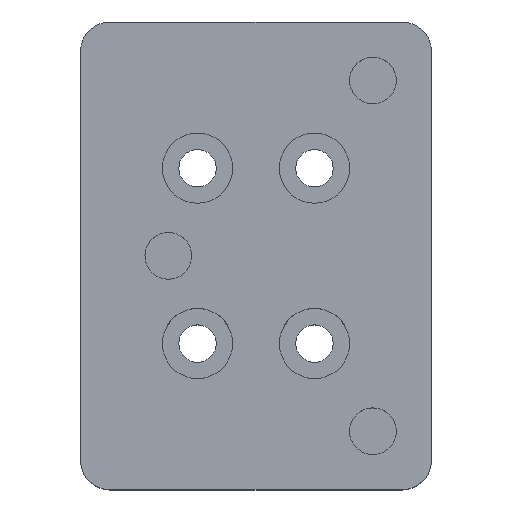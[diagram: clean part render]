
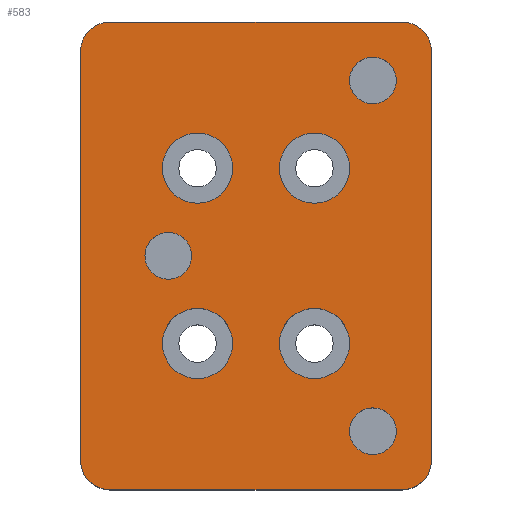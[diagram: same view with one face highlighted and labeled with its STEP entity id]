
A CAD part, top view. The second image highlights one B-rep face of the part: STEP entity #583.
In plain terms, the highlighted planar face has unit normal (0, 0, 1).
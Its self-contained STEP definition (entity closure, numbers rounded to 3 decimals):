
#25=FACE_BOUND('',#131,.T.);
#26=FACE_BOUND('',#132,.T.);
#27=FACE_BOUND('',#133,.T.);
#28=FACE_BOUND('',#134,.T.);
#29=FACE_BOUND('',#135,.T.);
#30=FACE_BOUND('',#136,.T.);
#31=FACE_BOUND('',#137,.T.);
#84=FACE_OUTER_BOUND('',#130,.T.);
#130=EDGE_LOOP('',(#514,#515,#516,#517,#518,#519,#520,#521));
#131=EDGE_LOOP('',(#522));
#132=EDGE_LOOP('',(#523));
#133=EDGE_LOOP('',(#524));
#134=EDGE_LOOP('',(#525));
#135=EDGE_LOOP('',(#526));
#136=EDGE_LOOP('',(#527));
#137=EDGE_LOOP('',(#528));
#146=LINE('',#875,#187);
#156=LINE('',#911,#197);
#162=LINE('',#925,#203);
#166=LINE('',#943,#207);
#187=VECTOR('',#688,10.);
#197=VECTOR('',#728,10.);
#203=VECTOR('',#740,10.);
#207=VECTOR('',#760,10.);
#222=CIRCLE('',#604,2.5);
#223=CIRCLE('',#606,2.);
#225=CIRCLE('',#610,2.);
#227=CIRCLE('',#614,2.);
#229=CIRCLE('',#619,2.5);
#230=CIRCLE('',#622,2.5);
#235=CIRCLE('',#630,2.5);
#240=CIRCLE('',#641,3.);
#244=CIRCLE('',#648,3.);
#248=CIRCLE('',#655,3.);
#252=CIRCLE('',#662,3.);
#262=VERTEX_POINT('',#872);
#263=VERTEX_POINT('',#874);
#267=VERTEX_POINT('',#884);
#268=VERTEX_POINT('',#888);
#270=VERTEX_POINT('',#895);
#272=VERTEX_POINT('',#902);
#274=VERTEX_POINT('',#909);
#275=VERTEX_POINT('',#913);
#279=VERTEX_POINT('',#923);
#280=VERTEX_POINT('',#927);
#285=VERTEX_POINT('',#942);
#290=VERTEX_POINT('',#963);
#294=VERTEX_POINT('',#976);
#298=VERTEX_POINT('',#989);
#302=VERTEX_POINT('',#1002);
#314=EDGE_CURVE('',#263,#262,#146,.T.);
#320=EDGE_CURVE('',#267,#262,#222,.T.);
#321=EDGE_CURVE('',#268,#268,#223,.T.);
#324=EDGE_CURVE('',#270,#270,#225,.T.);
#327=EDGE_CURVE('',#272,#272,#227,.T.);
#331=EDGE_CURVE('',#267,#274,#156,.T.);
#333=EDGE_CURVE('',#275,#274,#229,.T.);
#338=EDGE_CURVE('',#275,#279,#162,.T.);
#339=EDGE_CURVE('',#263,#280,#230,.T.);
#347=EDGE_CURVE('',#285,#280,#166,.T.);
#349=EDGE_CURVE('',#285,#279,#235,.T.);
#356=EDGE_CURVE('',#290,#290,#240,.T.);
#362=EDGE_CURVE('',#294,#294,#244,.T.);
#368=EDGE_CURVE('',#298,#298,#248,.T.);
#374=EDGE_CURVE('',#302,#302,#252,.T.);
#514=ORIENTED_EDGE('',*,*,#320,.F.);
#515=ORIENTED_EDGE('',*,*,#331,.T.);
#516=ORIENTED_EDGE('',*,*,#333,.F.);
#517=ORIENTED_EDGE('',*,*,#338,.T.);
#518=ORIENTED_EDGE('',*,*,#349,.F.);
#519=ORIENTED_EDGE('',*,*,#347,.T.);
#520=ORIENTED_EDGE('',*,*,#339,.F.);
#521=ORIENTED_EDGE('',*,*,#314,.T.);
#522=ORIENTED_EDGE('',*,*,#321,.T.);
#523=ORIENTED_EDGE('',*,*,#324,.T.);
#524=ORIENTED_EDGE('',*,*,#327,.T.);
#525=ORIENTED_EDGE('',*,*,#356,.T.);
#526=ORIENTED_EDGE('',*,*,#362,.T.);
#527=ORIENTED_EDGE('',*,*,#368,.T.);
#528=ORIENTED_EDGE('',*,*,#374,.T.);
#547=PLANE('',#667);
#583=ADVANCED_FACE('',(#84,#25,#26,#27,#28,#29,#30,#31),#547,.T.);
#604=AXIS2_PLACEMENT_3D('',#886,#696,#697);
#606=AXIS2_PLACEMENT_3D('',#889,#700,#701);
#610=AXIS2_PLACEMENT_3D('',#896,#709,#710);
#614=AXIS2_PLACEMENT_3D('',#903,#718,#719);
#619=AXIS2_PLACEMENT_3D('',#915,#732,#733);
#622=AXIS2_PLACEMENT_3D('',#928,#743,#744);
#630=AXIS2_PLACEMENT_3D('',#946,#764,#765);
#641=AXIS2_PLACEMENT_3D('',#964,#788,#789);
#648=AXIS2_PLACEMENT_3D('',#977,#804,#805);
#655=AXIS2_PLACEMENT_3D('',#990,#820,#821);
#662=AXIS2_PLACEMENT_3D('',#1003,#836,#837);
#667=AXIS2_PLACEMENT_3D('',#1012,#849,#850);
#688=DIRECTION('',(0.,1.,0.));
#696=DIRECTION('center_axis',(0.,0.,-1.));
#697=DIRECTION('ref_axis',(0.707,0.707,0.));
#700=DIRECTION('center_axis',(0.,0.,-1.));
#701=DIRECTION('ref_axis',(1.,0.,0.));
#709=DIRECTION('center_axis',(0.,0.,-1.));
#710=DIRECTION('ref_axis',(1.,0.,0.));
#718=DIRECTION('center_axis',(0.,0.,-1.));
#719=DIRECTION('ref_axis',(1.,0.,0.));
#728=DIRECTION('',(-1.,0.,0.));
#732=DIRECTION('center_axis',(0.,0.,-1.));
#733=DIRECTION('ref_axis',(-0.707,0.707,0.));
#740=DIRECTION('',(0.,-1.,0.));
#743=DIRECTION('center_axis',(0.,0.,-1.));
#744=DIRECTION('ref_axis',(0.707,-0.707,0.));
#760=DIRECTION('',(1.,0.,0.));
#764=DIRECTION('center_axis',(0.,0.,-1.));
#765=DIRECTION('ref_axis',(-0.707,-0.707,0.));
#788=DIRECTION('center_axis',(0.,0.,-1.));
#789=DIRECTION('ref_axis',(1.,0.,0.));
#804=DIRECTION('center_axis',(0.,0.,-1.));
#805=DIRECTION('ref_axis',(1.,0.,0.));
#820=DIRECTION('center_axis',(0.,0.,-1.));
#821=DIRECTION('ref_axis',(1.,0.,0.));
#836=DIRECTION('center_axis',(0.,0.,-1.));
#837=DIRECTION('ref_axis',(1.,0.,0.));
#849=DIRECTION('center_axis',(0.,0.,1.));
#850=DIRECTION('ref_axis',(1.,0.,0.));
#872=CARTESIAN_POINT('',(15.,17.5,5.));
#874=CARTESIAN_POINT('',(15.,-17.5,5.));
#875=CARTESIAN_POINT('',(15.,20.,5.));
#884=CARTESIAN_POINT('',(12.5,20.,5.));
#886=CARTESIAN_POINT('Origin',(12.5,17.5,5.));
#888=CARTESIAN_POINT('',(8.,15.,5.));
#889=CARTESIAN_POINT('Origin',(10.,15.,5.));
#895=CARTESIAN_POINT('',(8.,-15.,5.));
#896=CARTESIAN_POINT('Origin',(10.,-15.,5.));
#902=CARTESIAN_POINT('',(-9.5,0.,5.));
#903=CARTESIAN_POINT('Origin',(-7.5,0.,5.));
#909=CARTESIAN_POINT('',(-12.5,20.,5.));
#911=CARTESIAN_POINT('',(-15.,20.,5.));
#913=CARTESIAN_POINT('',(-15.,17.5,5.));
#915=CARTESIAN_POINT('Origin',(-12.5,17.5,5.));
#923=CARTESIAN_POINT('',(-15.,-17.5,5.));
#925=CARTESIAN_POINT('',(-15.,-20.,5.));
#927=CARTESIAN_POINT('',(12.5,-20.,5.));
#928=CARTESIAN_POINT('Origin',(12.5,-17.5,5.));
#942=CARTESIAN_POINT('',(-12.5,-20.,5.));
#943=CARTESIAN_POINT('',(15.,-20.,5.));
#946=CARTESIAN_POINT('Origin',(-12.5,-17.5,5.));
#963=CARTESIAN_POINT('',(2.,-7.5,5.));
#964=CARTESIAN_POINT('Origin',(5.,-7.5,5.));
#976=CARTESIAN_POINT('',(-8.,7.5,5.));
#977=CARTESIAN_POINT('Origin',(-5.,7.5,5.));
#989=CARTESIAN_POINT('',(-8.,-7.5,5.));
#990=CARTESIAN_POINT('Origin',(-5.,-7.5,5.));
#1002=CARTESIAN_POINT('',(2.,7.5,5.));
#1003=CARTESIAN_POINT('Origin',(5.,7.5,5.));
#1012=CARTESIAN_POINT('Origin',(0.,0.,
5.));
